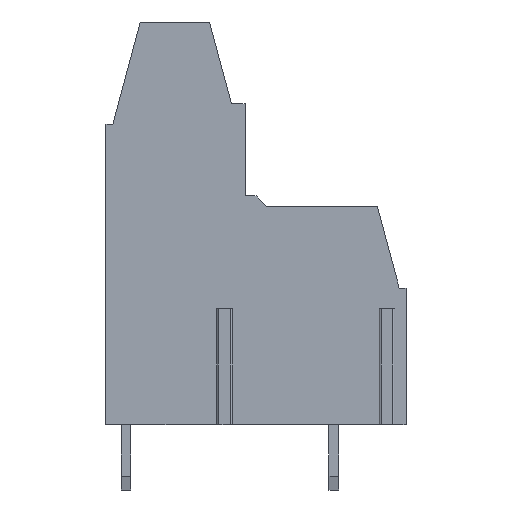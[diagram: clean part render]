
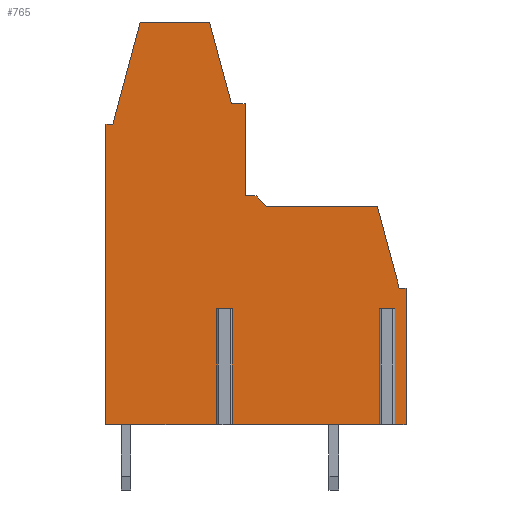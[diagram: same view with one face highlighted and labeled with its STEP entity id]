
A CAD part, front view. The second image highlights one B-rep face of the part: STEP entity #765.
In plain terms, the highlighted planar face has unit normal (0, -1, 0).
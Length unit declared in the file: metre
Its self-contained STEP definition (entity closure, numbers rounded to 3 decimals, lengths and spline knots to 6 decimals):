
#765=ADVANCED_FACE('',(#1589),#1590,.F.);
#1589=FACE_OUTER_BOUND('',#2464,.T.);
#1590=PLANE('',#2465);
#2464=EDGE_LOOP('',(#4649,#4650,#4651,#4652,#4653,#4654,#4655,#4656,#4657,#4658,#4659,#4660,#4661,#4662,#4663,#4664,#4665,#4666,#4667,#4668,#4669,#4670));
#2465=AXIS2_PLACEMENT_3D('',#4671,#4672,#4673);
#4649=ORIENTED_EDGE('',*,*,#6024,.F.);
#4650=ORIENTED_EDGE('',*,*,#6026,.F.);
#4651=ORIENTED_EDGE('',*,*,#6027,.F.);
#4652=ORIENTED_EDGE('',*,*,#6028,.T.);
#4653=ORIENTED_EDGE('',*,*,#6029,.F.);
#4654=ORIENTED_EDGE('',*,*,#6030,.F.);
#4655=ORIENTED_EDGE('',*,*,#6031,.F.);
#4656=ORIENTED_EDGE('',*,*,#6032,.T.);
#4657=ORIENTED_EDGE('',*,*,#6033,.F.);
#4658=ORIENTED_EDGE('',*,*,#6034,.F.);
#4659=ORIENTED_EDGE('',*,*,#6035,.F.);
#4660=ORIENTED_EDGE('',*,*,#6036,.F.);
#4661=ORIENTED_EDGE('',*,*,#6037,.F.);
#4662=ORIENTED_EDGE('',*,*,#6038,.F.);
#4663=ORIENTED_EDGE('',*,*,#6039,.F.);
#4664=ORIENTED_EDGE('',*,*,#6040,.F.);
#4665=ORIENTED_EDGE('',*,*,#5941,.F.);
#4666=ORIENTED_EDGE('',*,*,#5887,.F.);
#4667=ORIENTED_EDGE('',*,*,#5956,.F.);
#4668=ORIENTED_EDGE('',*,*,#5992,.F.);
#4669=ORIENTED_EDGE('',*,*,#6004,.F.);
#4670=ORIENTED_EDGE('',*,*,#5897,.F.);
#4671=CARTESIAN_POINT('',(0.066885,-0.046029,-0.02105));
#4672=DIRECTION('',(0.0,1.0,0.));
#4673=DIRECTION('',(0.0,0.,-1.0));
#5887=EDGE_CURVE('',#7251,#7253,#7254,.T.);
#5897=EDGE_CURVE('',#7266,#7268,#7269,.T.);
#5941=EDGE_CURVE('',#7253,#7338,#7339,.T.);
#5956=EDGE_CURVE('',#7362,#7251,#7364,.T.);
#5992=EDGE_CURVE('',#7406,#7362,#7408,.T.);
#6004=EDGE_CURVE('',#7268,#7406,#7420,.T.);
#6024=EDGE_CURVE('',#7441,#7266,#7443,.T.);
#6026=EDGE_CURVE('',#7445,#7441,#7446,.T.);
#6027=EDGE_CURVE('',#7447,#7445,#7448,.T.);
#6028=EDGE_CURVE('',#7447,#7449,#7450,.T.);
#6029=EDGE_CURVE('',#7451,#7449,#7452,.T.);
#6030=EDGE_CURVE('',#7453,#7451,#7454,.T.);
#6031=EDGE_CURVE('',#7455,#7453,#7456,.T.);
#6032=EDGE_CURVE('',#7455,#7457,#7458,.T.);
#6033=EDGE_CURVE('',#7459,#7457,#7460,.T.);
#6034=EDGE_CURVE('',#7461,#7459,#7462,.T.);
#6035=EDGE_CURVE('',#7463,#7461,#7464,.T.);
#6036=EDGE_CURVE('',#7465,#7463,#7466,.T.);
#6037=EDGE_CURVE('',#7467,#7465,#7468,.T.);
#6038=EDGE_CURVE('',#7469,#7467,#7470,.T.);
#6039=EDGE_CURVE('',#7471,#7469,#7472,.T.);
#6040=EDGE_CURVE('',#7338,#7471,#7473,.T.);
#7251=VERTEX_POINT('',#9218);
#7253=VERTEX_POINT('',#9221);
#7254=LINE('',#9222,#9223);
#7266=VERTEX_POINT('',#9239);
#7268=VERTEX_POINT('',#9242);
#7269=LINE('',#9243,#9244);
#7338=VERTEX_POINT('',#9335);
#7339=LINE('',#9336,#9337);
#7362=VERTEX_POINT('',#9371);
#7364=LINE('',#9374,#9375);
#7406=VERTEX_POINT('',#9433);
#7408=LINE('',#9436,#9437);
#7420=LINE('',#9454,#9455);
#7441=VERTEX_POINT('',#9486);
#7443=LINE('',#9489,#9490);
#7445=VERTEX_POINT('',#9492);
#7446=LINE('',#9493,#9494);
#7447=VERTEX_POINT('',#9495);
#7448=LINE('',#9496,#9497);
#7449=VERTEX_POINT('',#9498);
#7450=LINE('',#9499,#9500);
#7451=VERTEX_POINT('',#9501);
#7452=LINE('',#9502,#9503);
#7453=VERTEX_POINT('',#9504);
#7454=LINE('',#9505,#9506);
#7455=VERTEX_POINT('',#9507);
#7456=LINE('',#9508,#9509);
#7457=VERTEX_POINT('',#9510);
#7458=LINE('',#9511,#9512);
#7459=VERTEX_POINT('',#9513);
#7460=LINE('',#9514,#9515);
#7461=VERTEX_POINT('',#9516);
#7462=LINE('',#9517,#9518);
#7463=VERTEX_POINT('',#9519);
#7464=LINE('',#9520,#9521);
#7465=VERTEX_POINT('',#9522);
#7466=LINE('',#9523,#9524);
#7467=VERTEX_POINT('',#9525);
#7468=LINE('',#9526,#9527);
#7469=VERTEX_POINT('',#9528);
#7470=LINE('',#9529,#9530);
#7471=VERTEX_POINT('',#9531);
#7472=LINE('',#9532,#9533);
#7473=LINE('',#9534,#9535);
#9218=CARTESIAN_POINT('',(0.022066,-0.046029,0.025819));
#9221=CARTESIAN_POINT('',(0.023066,-0.046029,0.025819));
#9222=CARTESIAN_POINT('',(0.023066,-0.046029,0.025819));
#9223=VECTOR('',#10402,1.0);
#9239=CARTESIAN_POINT('',(0.012866,-0.046029,0.024319));
#9242=CARTESIAN_POINT('',(0.013366,-0.046029,0.024319));
#9243=CARTESIAN_POINT('',(0.013366,-0.046029,0.024319));
#9244=VECTOR('',#10414,1.0);
#9335=CARTESIAN_POINT('',(0.023066,-0.046029,0.019069));
#9336=CARTESIAN_POINT('',(0.023066,-0.046029,0.019069));
#9337=VECTOR('',#10467,1.0);
#9371=CARTESIAN_POINT('',(0.020458,-0.046029,0.031819));
#9374=CARTESIAN_POINT('',(0.022066,-0.046029,0.025819));
#9375=VECTOR('',#10480,1.0);
#9433=CARTESIAN_POINT('',(0.015375,-0.046029,0.031819));
#9436=CARTESIAN_POINT('',(0.020458,-0.046029,0.031819));
#9437=VECTOR('',#10513,1.0);
#9454=CARTESIAN_POINT('',(0.015375,-0.046029,0.031819));
#9455=VECTOR('',#10519,1.0);
#9486=CARTESIAN_POINT('',(0.012866,-0.046029,0.002319));
#9489=CARTESIAN_POINT('',(0.012866,-0.046029,0.024319));
#9490=VECTOR('',#10531,1.0);
#9492=CARTESIAN_POINT('',(0.02116,-0.046029,0.002319));
#9493=CARTESIAN_POINT('',(0.012866,-0.046029,0.002319));
#9494=VECTOR('',#10532,1.0);
#9495=CARTESIAN_POINT('',(0.02116,-0.046029,0.010819));
#9496=CARTESIAN_POINT('',(0.02116,-0.046029,-0.02105));
#9497=VECTOR('',#10533,1.0);
#9498=CARTESIAN_POINT('',(0.021972,-0.046029,0.010819));
#9499=CARTESIAN_POINT('',(0.066885,-0.046029,0.010819));
#9500=VECTOR('',#10534,1.0);
#9501=CARTESIAN_POINT('',(0.021972,-0.046029,0.002319));
#9502=CARTESIAN_POINT('',(0.021972,-0.046029,-0.02105));
#9503=VECTOR('',#10535,1.0);
#9504=CARTESIAN_POINT('',(0.03306,-0.046029,0.002319));
#9505=CARTESIAN_POINT('',(0.012866,-0.046029,0.002319));
#9506=VECTOR('',#10536,1.0);
#9507=CARTESIAN_POINT('',(0.03306,-0.046029,0.010819));
#9508=CARTESIAN_POINT('',(0.03306,-0.046029,-0.02105));
#9509=VECTOR('',#10537,1.0);
#9510=CARTESIAN_POINT('',(0.033872,-0.046029,0.010819));
#9511=CARTESIAN_POINT('',(0.066885,-0.046029,0.010819));
#9512=VECTOR('',#10538,1.0);
#9513=CARTESIAN_POINT('',(0.033872,-0.046029,0.002319));
#9514=CARTESIAN_POINT('',(0.033872,-0.046029,-0.02105));
#9515=VECTOR('',#10539,1.0);
#9516=CARTESIAN_POINT('',(0.034866,-0.046029,0.002319));
#9517=CARTESIAN_POINT('',(0.012866,-0.046029,0.002319));
#9518=VECTOR('',#10540,1.0);
#9519=CARTESIAN_POINT('',(0.034866,-0.046029,0.012319));
#9520=CARTESIAN_POINT('',(0.034866,-0.046029,0.002319));
#9521=VECTOR('',#10541,1.0);
#9522=CARTESIAN_POINT('',(0.034366,-0.046029,0.012319));
#9523=CARTESIAN_POINT('',(0.034866,-0.046029,0.012319));
#9524=VECTOR('',#10542,1.0);
#9525=CARTESIAN_POINT('',(0.032758,-0.046029,0.018319));
#9526=CARTESIAN_POINT('',(0.034366,-0.046029,0.012319));
#9527=VECTOR('',#10543,1.0);
#9528=CARTESIAN_POINT('',(0.024616,-0.046029,0.018319));
#9529=CARTESIAN_POINT('',(0.032758,-0.046029,0.018319));
#9530=VECTOR('',#10544,1.0);
#9531=CARTESIAN_POINT('',(0.023866,-0.046029,0.019069));
#9532=CARTESIAN_POINT('',(0.024616,-0.046029,0.018319));
#9533=VECTOR('',#10545,1.0);
#9534=CARTESIAN_POINT('',(0.024116,-0.046029,0.019069));
#9535=VECTOR('',#10546,1.0);
#10402=DIRECTION('',(1.0,0.0,0.0));
#10414=DIRECTION('',(1.0,0.,0.));
#10467=DIRECTION('',(0.0,0.,-1.0));
#10480=DIRECTION('',(0.259,0.,-0.966));
#10513=DIRECTION('',(1.0,0.,0.));
#10519=DIRECTION('',(0.259,0.,0.966));
#10531=DIRECTION('',(0.0,0.,1.0));
#10532=DIRECTION('',(-1.0,-0.0,0.0));
#10533=DIRECTION('',(0.,0.,-1.0));
#10534=DIRECTION('',(1.0,0.,0.));
#10535=DIRECTION('',(0.,0.,1.0));
#10536=DIRECTION('',(-1.0,-0.0,0.0));
#10537=DIRECTION('',(0.,0.,-1.0));
#10538=DIRECTION('',(1.0,0.,0.));
#10539=DIRECTION('',(0.,0.,1.0));
#10540=DIRECTION('',(-1.0,-0.0,0.0));
#10541=DIRECTION('',(0.0,0.,-1.0));
#10542=DIRECTION('',(1.0,0.0,0.0));
#10543=DIRECTION('',(0.259,0.,-0.966));
#10544=DIRECTION('',(1.0,0.0,0.0));
#10545=DIRECTION('',(0.707,0.,-0.707));
#10546=DIRECTION('',(1.0,0.0,0.0));
